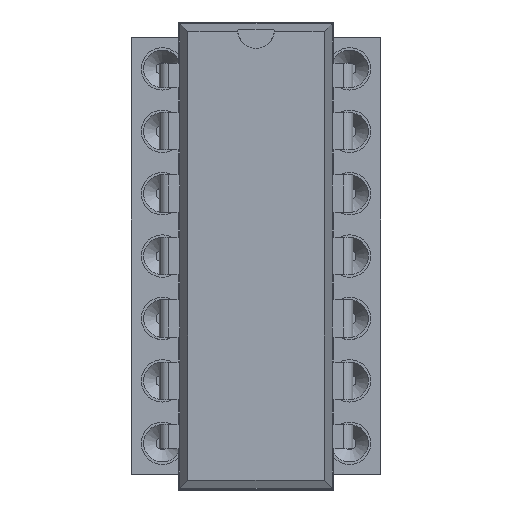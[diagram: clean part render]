
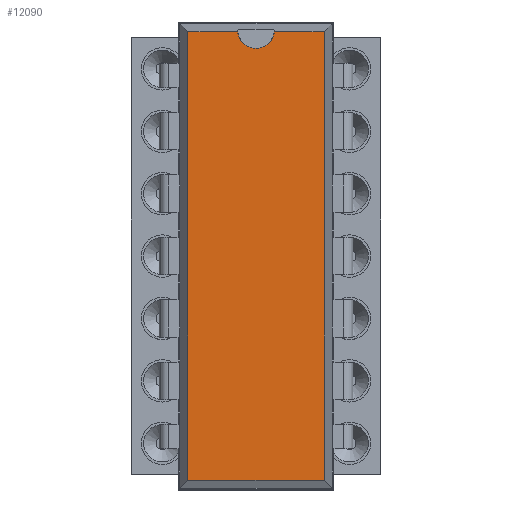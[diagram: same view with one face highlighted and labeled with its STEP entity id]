
A CAD part, top view. The second image highlights one B-rep face of the part: STEP entity #12090.
In plain terms, the highlighted planar face has unit normal (0, 0, 1).
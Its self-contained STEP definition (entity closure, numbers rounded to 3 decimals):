
#8957 = VERTEX_POINT('',#8958);
#8958 = CARTESIAN_POINT('',(6.586,1.506,3.68));
#8963 = EDGE_CURVE('',#8964,#8957,#8966,.T.);
#8964 = VERTEX_POINT('',#8965);
#8965 = CARTESIAN_POINT('',(6.586,-16.746,3.68));
#8966 = LINE('',#8967,#8968);
#8967 = CARTESIAN_POINT('',(6.586,-16.746,3.68));
#8968 = VECTOR('',#8969,1.);
#8969 = DIRECTION('',(0.,1.,0.));
#10323 = VERTEX_POINT('',#10324);
#10324 = CARTESIAN_POINT('',(1.034,1.506,3.68));
#10329 = EDGE_CURVE('',#10330,#10323,#10332,.T.);
#10330 = VERTEX_POINT('',#10331);
#10331 = CARTESIAN_POINT('',(3.064,1.506,3.68));
#10332 = LINE('',#10333,#10334);
#10333 = CARTESIAN_POINT('',(6.586,1.506,3.68));
#10334 = VECTOR('',#10335,1.);
#10335 = DIRECTION('',(-1.,0.,0.));
#10550 = VERTEX_POINT('',#10551);
#10551 = CARTESIAN_POINT('',(4.556,1.506,3.68));
#10655 = EDGE_CURVE('',#8957,#10550,#10656,.T.);
#10656 = LINE('',#10657,#10658);
#10657 = CARTESIAN_POINT('',(6.586,1.506,3.68));
#10658 = VECTOR('',#10659,1.);
#10659 = DIRECTION('',(-1.,0.,0.));
#10720 = VERTEX_POINT('',#10721);
#10721 = CARTESIAN_POINT('',(1.034,-16.746,3.68));
#10726 = EDGE_CURVE('',#10323,#10720,#10727,.T.);
#10727 = LINE('',#10728,#10729);
#10728 = CARTESIAN_POINT('',(1.034,1.506,3.68));
#10729 = VECTOR('',#10730,1.);
#10730 = DIRECTION('',(0.,-1.,0.));
#12079 = EDGE_CURVE('',#10720,#8964,#12080,.T.);
#12080 = LINE('',#12081,#12082);
#12081 = CARTESIAN_POINT('',(1.034,-16.746,3.68));
#12082 = VECTOR('',#12083,1.);
#12083 = DIRECTION('',(1.,0.,0.));
#12090 = ADVANCED_FACE('',(#12091),#12114,.F.);
#12091 = FACE_BOUND('',#12092,.F.);
#12092 = EDGE_LOOP('',(#12093,#12094,#12095,#12096,#12097,#12106,#12113)
  );
#12093 = ORIENTED_EDGE('',*,*,#8963,.F.);
#12094 = ORIENTED_EDGE('',*,*,#12079,.F.);
#12095 = ORIENTED_EDGE('',*,*,#10726,.F.);
#12096 = ORIENTED_EDGE('',*,*,#10329,.F.);
#12097 = ORIENTED_EDGE('',*,*,#12098,.F.);
#12098 = EDGE_CURVE('',#12099,#10330,#12101,.T.);
#12099 = VERTEX_POINT('',#12100);
#12100 = CARTESIAN_POINT('',(3.81,0.831,3.68));
#12101 = CIRCLE('',#12102,0.75);
#12102 = AXIS2_PLACEMENT_3D('',#12103,#12104,#12105);
#12103 = CARTESIAN_POINT('',(3.81,1.581,3.68));
#12104 = DIRECTION('',(0.,-0.,-1.));
#12105 = DIRECTION('',(0.,-1.,0.));
#12106 = ORIENTED_EDGE('',*,*,#12107,.F.);
#12107 = EDGE_CURVE('',#10550,#12099,#12108,.T.);
#12108 = CIRCLE('',#12109,0.75);
#12109 = AXIS2_PLACEMENT_3D('',#12110,#12111,#12112);
#12110 = CARTESIAN_POINT('',(3.81,1.581,3.68));
#12111 = DIRECTION('',(0.,-0.,-1.));
#12112 = DIRECTION('',(0.,-1.,0.));
#12113 = ORIENTED_EDGE('',*,*,#10655,.F.);
#12114 = PLANE('',#12115);
#12115 = AXIS2_PLACEMENT_3D('',#12116,#12117,#12118);
#12116 = CARTESIAN_POINT('',(6.586,-16.746,3.68));
#12117 = DIRECTION('',(-0.,0.,-1.));
#12118 = DIRECTION('',(-0.291,0.957,0.));
